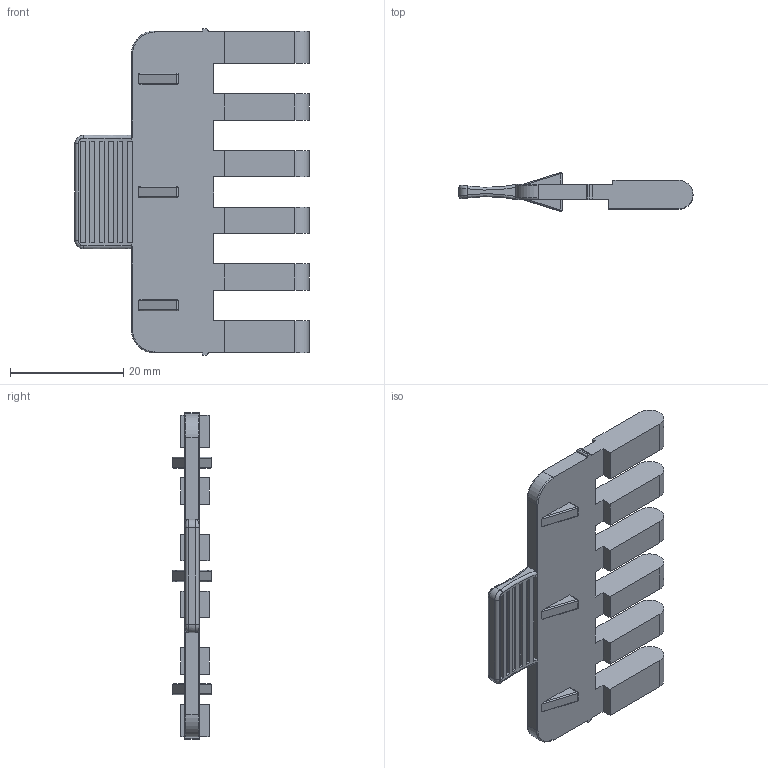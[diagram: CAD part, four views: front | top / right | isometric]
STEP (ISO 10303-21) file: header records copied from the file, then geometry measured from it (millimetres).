
FILE_DESCRIPTION (( 'STEP AP214' ), '1' );
FILE_NAME ('476506_IZUK 10W-6.STP', '2013-11-15T07:53:43', ( 'arge' ), ( 'Microsoft' ), 'SwSTEP 2.0', 'SolidWorks 2013', '' );
FILE_SCHEMA (( 'AUTOMOTIVE_DESIGN' ));
Length unit declared in the file: millimetre
Products named in the file (1): 476506_IZUK 10W-6
Bounding box: 41.33 x 6.86 x 57.7 mm (x, y, z)
Volume: 4743.2 mm3; surface area: 5444.4 mm2
Topology: 1 solids, 2 shells, 236 faces, 620 edges, 392 vertices
Faces by surface type: plane 150, cylinder 62, sphere 12, torus 8, bspline 4
Entity records: 9308 total; most frequent: CARTESIAN_POINT 1545, ORIENTED_EDGE 1192, DIRECTION 1174, EDGE_CURVE 596, LINE 420, VECTOR 420, VERTEX_POINT 380, AXIS2_PLACEMENT_3D 377
